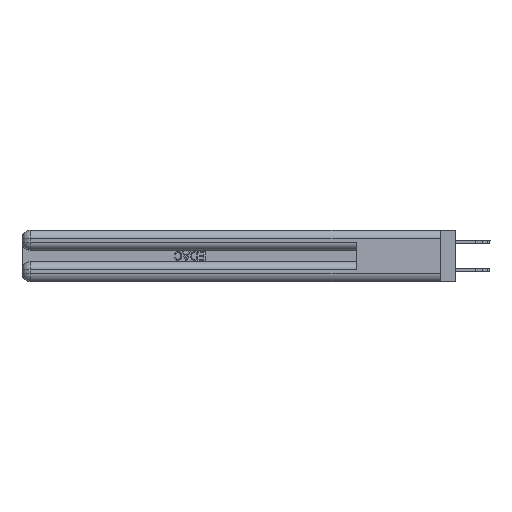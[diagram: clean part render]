
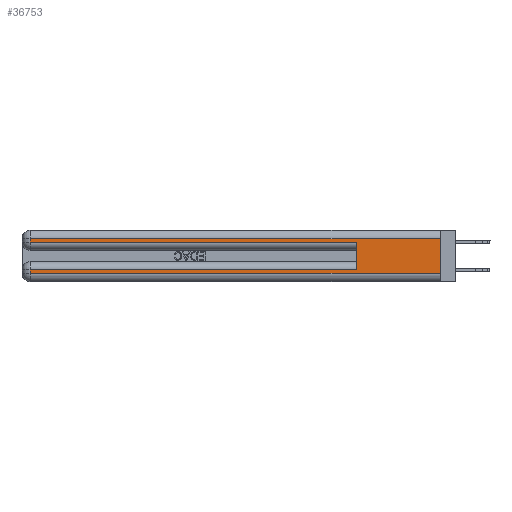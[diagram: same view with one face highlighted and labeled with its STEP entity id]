
A CAD part, left-side view. The second image highlights one B-rep face of the part: STEP entity #36753.
In plain terms, the highlighted planar face has unit normal (-1, 0, 0).
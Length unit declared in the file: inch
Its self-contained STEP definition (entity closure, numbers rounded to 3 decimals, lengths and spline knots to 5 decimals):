
#173 = VECTOR ( 'NONE', #17186, 39.37008 ) ;
#486 = CARTESIAN_POINT ( 'NONE',  ( 0., 2.94, 0.37 ) ) ;
#1145 = CARTESIAN_POINT ( 'NONE',  ( 0., 0., 0.31 ) ) ;
#2930 = FACE_OUTER_BOUND ( 'NONE', #38902, .T. ) ;
#3425 = CARTESIAN_POINT ( 'NONE',  ( 0., 0., 0.31 ) ) ;
#6035 = EDGE_CURVE ( 'NONE', #36401, #20432, #18918, .T. ) ;
#6060 = CARTESIAN_POINT ( 'NONE',  ( 0., 0.6, 0.145 ) ) ;
#6233 = CARTESIAN_POINT ( 'NONE',  ( 0., 0., 0.37 ) ) ;
#6440 = EDGE_CURVE ( 'NONE', #26000, #35541, #8954, .T. ) ;
#6453 = DIRECTION ( 'NONE',  ( 0., 0., 1. ) ) ;
#6585 = PLANE ( 'NONE',  #32860 ) ;
#6844 = CARTESIAN_POINT ( 'NONE',  ( 0., 0., 0.37 ) ) ;
#7376 = CARTESIAN_POINT ( 'NONE',  ( 0., 2.94, 0.285 ) ) ;
#8545 = CARTESIAN_POINT ( 'NONE',  ( 0., 0., 0.085 ) ) ;
#8954 = LINE ( 'NONE', #26428, #173 ) ;
#9141 = CARTESIAN_POINT ( 'NONE',  ( 0., 0.6, 0.285 ) ) ;
#9809 = CARTESIAN_POINT ( 'NONE',  ( 0., 2.94, 0.37 ) ) ;
#10067 = VERTEX_POINT ( 'NONE', #1145 ) ;
#11341 = LINE ( 'NONE', #6233, #39545 ) ;
#11824 = CARTESIAN_POINT ( 'NONE',  ( 0., 0.6, 0.085 ) ) ;
#13050 = VECTOR ( 'NONE', #6453, 39.37008 ) ;
#13535 = LINE ( 'NONE', #9809, #36388 ) ;
#14509 = VECTOR ( 'NONE', #18440, 39.37008 ) ;
#14787 = CARTESIAN_POINT ( 'NONE',  ( 0., 2.94, 0.06 ) ) ;
#15026 = ORIENTED_EDGE ( 'NONE', *, *, #15410, .T. ) ;
#15410 = EDGE_CURVE ( 'NONE', #20550, #23903, #38853, .T. ) ;
#15478 = LINE ( 'NONE', #3425, #14509 ) ;
#17186 = DIRECTION ( 'NONE',  ( 0., -1., 0. ) ) ;
#18440 = DIRECTION ( 'NONE',  ( 0., 1., 0. ) ) ;
#18918 = LINE ( 'NONE', #8545, #19891 ) ;
#19891 = VECTOR ( 'NONE', #39480, 39.37008 ) ;
#20432 = VERTEX_POINT ( 'NONE', #36605 ) ;
#20550 = VERTEX_POINT ( 'NONE', #25038 ) ;
#20934 = ORIENTED_EDGE ( 'NONE', *, *, #36506, .F. ) ;
#21224 = VERTEX_POINT ( 'NONE', #9141 ) ;
#21303 = CARTESIAN_POINT ( 'NONE',  ( 0., 0., 0.285 ) ) ;
#21619 = DIRECTION ( 'NONE',  ( 0., 0., -1. ) ) ;
#22267 = DIRECTION ( 'NONE',  ( 0., 0., -1. ) ) ;
#22299 = VECTOR ( 'NONE', #21619, 39.37008 ) ;
#22425 = ORIENTED_EDGE ( 'NONE', *, *, #6035, .T. ) ;
#23903 = VERTEX_POINT ( 'NONE', #7376 ) ;
#25038 = CARTESIAN_POINT ( 'NONE',  ( 0., 2.94, 0.31 ) ) ;
#26000 = VERTEX_POINT ( 'NONE', #14787 ) ;
#26428 = CARTESIAN_POINT ( 'NONE',  ( 0., 0., 0.06 ) ) ;
#26802 = VECTOR ( 'NONE', #27573, 39.37008 ) ;
#27573 = DIRECTION ( 'NONE',  ( 0., -1., 0. ) ) ;
#29060 = CARTESIAN_POINT ( 'NONE',  ( 0., 0., 0.06 ) ) ;
#29208 = EDGE_CURVE ( 'NONE', #10067, #20550, #15478, .T. ) ;
#31144 = DIRECTION ( 'NONE',  ( 0., 0., -1. ) ) ;
#31629 = DIRECTION ( 'NONE',  ( 1., 0., 0. ) ) ;
#32019 = EDGE_CURVE ( 'NONE', #10067, #35541, #11341, .T. ) ;
#32830 = ORIENTED_EDGE ( 'NONE', *, *, #32019, .F. ) ;
#32860 = AXIS2_PLACEMENT_3D ( 'NONE', #6844, #31629, #37633 ) ;
#32968 = ORIENTED_EDGE ( 'NONE', *, *, #34586, .T. ) ;
#33512 = ORIENTED_EDGE ( 'NONE', *, *, #29208, .T. ) ;
#34368 = ORIENTED_EDGE ( 'NONE', *, *, #6440, .T. ) ;
#34586 = EDGE_CURVE ( 'NONE', #23903, #21224, #39412, .T. ) ;
#35541 = VERTEX_POINT ( 'NONE', #29060 ) ;
#36388 = VECTOR ( 'NONE', #22267, 39.37008 ) ;
#36401 = VERTEX_POINT ( 'NONE', #11824 ) ;
#36506 = EDGE_CURVE ( 'NONE', #36401, #21224, #38364, .T. ) ;
#36605 = CARTESIAN_POINT ( 'NONE',  ( 0., 2.94, 0.085 ) ) ;
#36673 = EDGE_CURVE ( 'NONE', #20432, #26000, #13535, .T. ) ;
#36753 = ADVANCED_FACE ( 'NONE', ( #2930 ), #6585, .F. ) ;
#37633 = DIRECTION ( 'NONE',  ( 0., 0., -1. ) ) ;
#38364 = LINE ( 'NONE', #6060, #13050 ) ;
#38853 = LINE ( 'NONE', #486, #22299 ) ;
#38902 = EDGE_LOOP ( 'NONE', ( #32830, #33512, #15026, #32968, #20934, #22425, #39803, #34368 ) ) ;
#39412 = LINE ( 'NONE', #21303, #26802 ) ;
#39480 = DIRECTION ( 'NONE',  ( 0., 1., 0. ) ) ;
#39545 = VECTOR ( 'NONE', #31144, 39.37008 ) ;
#39803 = ORIENTED_EDGE ( 'NONE', *, *, #36673, .T. ) ;
